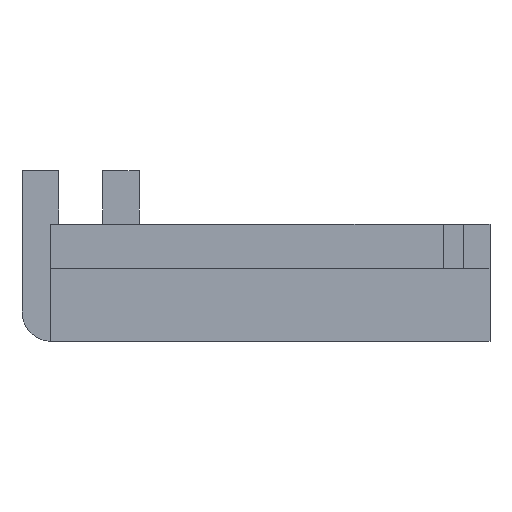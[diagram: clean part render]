
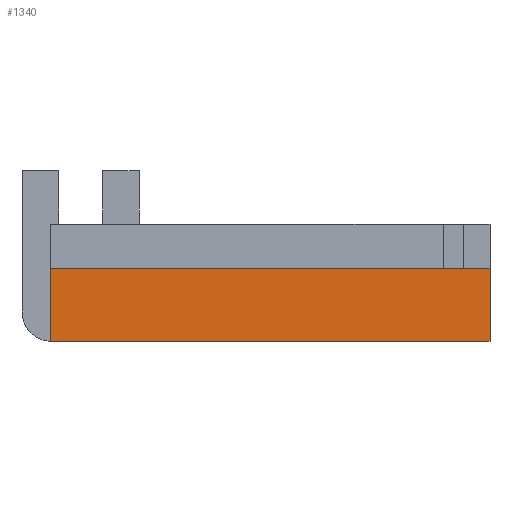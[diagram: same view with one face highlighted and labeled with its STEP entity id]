
A CAD part, front view. The second image highlights one B-rep face of the part: STEP entity #1340.
In plain terms, the highlighted face is planar.
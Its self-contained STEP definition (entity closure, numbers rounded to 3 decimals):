
#46=LINE('',#1902,#208);
#59=LINE('',#2044,#221);
#65=LINE('',#2056,#227);
#66=LINE('',#2057,#228);
#208=VECTOR('',#1535,10.);
#221=VECTOR('',#1580,10.);
#227=VECTOR('',#1588,10.);
#228=VECTOR('',#1589,10.);
#371=PLANE('',#1437);
#430=FACE_OUTER_BOUND('',#502,.T.);
#502=EDGE_LOOP('',(#986,#987,#988,#989,#990));
#576=CIRCLE('',#1431,1.);
#601=VERTEX_POINT('',#1896);
#603=VERTEX_POINT('',#1900);
#615=VERTEX_POINT('',#2017);
#625=VERTEX_POINT('',#2043);
#630=VERTEX_POINT('',#2055);
#737=EDGE_CURVE('',#603,#601,#46,.T.);
#752=EDGE_CURVE('',#601,#615,#576,.T.);
#765=EDGE_CURVE('',#625,#615,#59,.T.);
#771=EDGE_CURVE('',#630,#603,#65,.T.);
#772=EDGE_CURVE('',#630,#625,#66,.T.);
#986=ORIENTED_EDGE('',*,*,#752,.F.);
#987=ORIENTED_EDGE('',*,*,#737,.F.);
#988=ORIENTED_EDGE('',*,*,#771,.F.);
#989=ORIENTED_EDGE('',*,*,#772,.T.);
#990=ORIENTED_EDGE('',*,*,#765,.T.);
#1340=ADVANCED_FACE('',(#430),#371,.T.);
#1431=AXIS2_PLACEMENT_3D('',#2018,#1558,#1559);
#1437=AXIS2_PLACEMENT_3D('',#2054,#1586,#1587);
#1535=DIRECTION('',(-1.,0.,0.));
#1558=DIRECTION('center_axis',(0.,0.,1.));
#1559=DIRECTION('ref_axis',(-0.707,0.707,0.));
#1580=DIRECTION('',(0.,1.,0.));
#1586=DIRECTION('center_axis',(0.,0.,-1.));
#1587=DIRECTION('ref_axis',(-1.,0.,0.));
#1588=DIRECTION('',(0.,1.,0.));
#1589=DIRECTION('',(-1.,0.,0.));
#1896=CARTESIAN_POINT('',(-33.475,0.773,-10.));
#1900=CARTESIAN_POINT('',(-18.5,0.773,-10.));
#1902=CARTESIAN_POINT('',(-18.5,0.773,-10.));
#2017=CARTESIAN_POINT('',(-33.5,0.773,-10.));
#2018=CARTESIAN_POINT('Origin',(-33.475,-0.227,-10.));
#2043=CARTESIAN_POINT('',(-33.5,-1.727,-10.));
#2044=CARTESIAN_POINT('',(-33.5,-1.727,-10.));
#2054=CARTESIAN_POINT('Origin',(-18.5,-1.727,-10.));
#2055=CARTESIAN_POINT('',(-18.5,-1.727,-10.));
#2056=CARTESIAN_POINT('',(-18.5,-1.727,-10.));
#2057=CARTESIAN_POINT('',(-18.5,-1.727,-10.));
